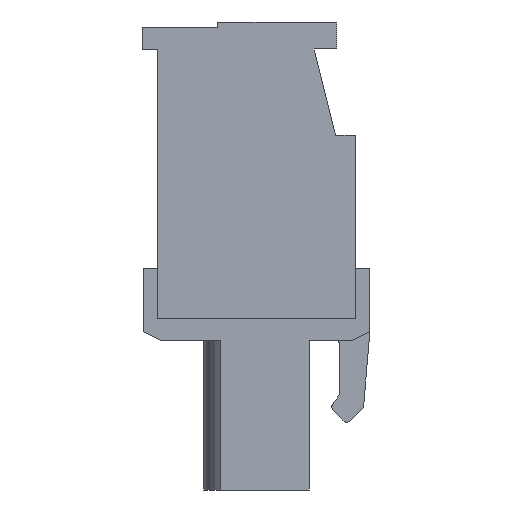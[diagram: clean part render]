
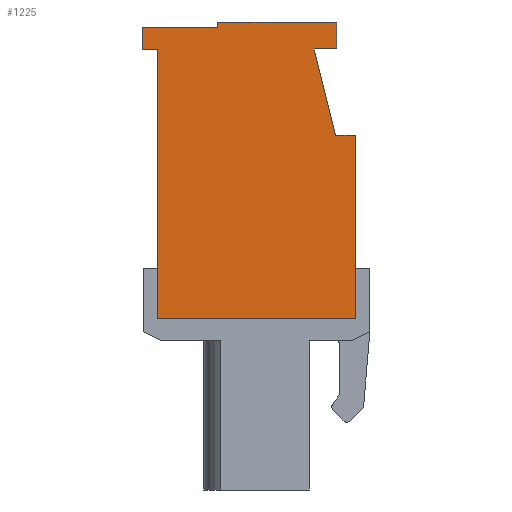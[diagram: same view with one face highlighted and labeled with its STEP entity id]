
A CAD part, left-side view. The second image highlights one B-rep face of the part: STEP entity #1225.
In plain terms, the highlighted planar face has unit normal (-1, 0, 0).
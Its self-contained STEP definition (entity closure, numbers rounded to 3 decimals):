
#1225 = ADVANCED_FACE( '', ( #2779 ), #2780, .T. );
#2779 = FACE_OUTER_BOUND( '', #4783, .T. );
#2780 = PLANE( '', #4784 );
#4783 = EDGE_LOOP( '', ( #7917, #7918, #7919, #7920, #7921, #7922, #7923, #7924, #7925, #7926, #7927, #7928 ) );
#4784 = AXIS2_PLACEMENT_3D( '', #7929, #7930, #7931 );
#7917 = ORIENTED_EDGE( '', *, *, #13319, .T. );
#7918 = ORIENTED_EDGE( '', *, *, #13320, .T. );
#7919 = ORIENTED_EDGE( '', *, *, #13321, .T. );
#7920 = ORIENTED_EDGE( '', *, *, #12354, .T. );
#7921 = ORIENTED_EDGE( '', *, *, #13322, .T. );
#7922 = ORIENTED_EDGE( '', *, *, #13323, .T. );
#7923 = ORIENTED_EDGE( '', *, *, #13324, .T. );
#7924 = ORIENTED_EDGE( '', *, *, #13325, .T. );
#7925 = ORIENTED_EDGE( '', *, *, #13326, .T. );
#7926 = ORIENTED_EDGE( '', *, *, #13327, .T. );
#7927 = ORIENTED_EDGE( '', *, *, #13328, .T. );
#7928 = ORIENTED_EDGE( '', *, *, #13329, .T. );
#7929 = CARTESIAN_POINT( '', ( -12.5, 0., 0. ) );
#7930 = DIRECTION( '', ( -1., 0., 0. ) );
#7931 = DIRECTION( '', ( 0., 0., 1. ) );
#12354 = EDGE_CURVE( '', #14801, #14802, #14803, .T. );
#13319 = EDGE_CURVE( '', #16446, #16447, #16448, .T. );
#13320 = EDGE_CURVE( '', #16447, #16449, #16450, .T. );
#13321 = EDGE_CURVE( '', #16449, #14801, #16451, .T. );
#13322 = EDGE_CURVE( '', #14802, #16452, #16453, .T. );
#13323 = EDGE_CURVE( '', #16452, #16454, #16455, .T. );
#13324 = EDGE_CURVE( '', #16454, #16456, #16457, .T. );
#13325 = EDGE_CURVE( '', #16456, #16458, #16459, .T. );
#13326 = EDGE_CURVE( '', #16458, #16460, #16461, .T. );
#13327 = EDGE_CURVE( '', #16460, #16462, #16463, .T. );
#13328 = EDGE_CURVE( '', #16462, #16464, #16465, .T. );
#13329 = EDGE_CURVE( '', #16464, #16446, #16466, .T. );
#14801 = VERTEX_POINT( '', #18410 );
#14802 = VERTEX_POINT( '', #18411 );
#14803 = LINE( '', #18412, #18413 );
#16446 = VERTEX_POINT( '', #20785 );
#16447 = VERTEX_POINT( '', #20786 );
#16448 = LINE( '', #20787, #20788 );
#16449 = VERTEX_POINT( '', #20789 );
#16450 = LINE( '', #20790, #20791 );
#16451 = LINE( '', #20792, #20793 );
#16452 = VERTEX_POINT( '', #20794 );
#16453 = LINE( '', #20795, #20796 );
#16454 = VERTEX_POINT( '', #20797 );
#16455 = LINE( '', #20798, #20799 );
#16456 = VERTEX_POINT( '', #20800 );
#16457 = LINE( '', #20801, #20802 );
#16458 = VERTEX_POINT( '', #20803 );
#16459 = LINE( '', #20804, #20805 );
#16460 = VERTEX_POINT( '', #20806 );
#16461 = LINE( '', #20807, #20808 );
#16462 = VERTEX_POINT( '', #20809 );
#16463 = LINE( '', #20810, #20811 );
#16464 = VERTEX_POINT( '', #20812 );
#16465 = LINE( '', #20813, #20814 );
#16466 = LINE( '', #20815, #20816 );
#18410 = CARTESIAN_POINT( '', ( -12.5, 2.15, 8.725 ) );
#18411 = CARTESIAN_POINT( '', ( -12.5, 6.35, 8.725 ) );
#18412 = CARTESIAN_POINT( '', ( -12.5, 2.15, 8.725 ) );
#18413 = VECTOR( '', #23526, 1000. );
#20785 = CARTESIAN_POINT( '', ( -12.5, -4.45, 7.525 ) );
#20786 = CARTESIAN_POINT( '', ( -12.5, -4.45, 9.025 ) );
#20787 = CARTESIAN_POINT( '', ( -12.5, -4.45, 7.525 ) );
#20788 = VECTOR( '', #24482, 1000. );
#20789 = CARTESIAN_POINT( '', ( -12.5, 2.15, 9.025 ) );
#20790 = CARTESIAN_POINT( '', ( -12.5, -4.45, 9.025 ) );
#20791 = VECTOR( '', #24483, 1000. );
#20792 = CARTESIAN_POINT( '', ( -12.5, 2.15, 9.025 ) );
#20793 = VECTOR( '', #24484, 1000. );
#20794 = CARTESIAN_POINT( '', ( -12.5, 6.35, 7.475 ) );
#20795 = CARTESIAN_POINT( '', ( -12.5, 6.35, 8.725 ) );
#20796 = VECTOR( '', #24485, 1000. );
#20797 = CARTESIAN_POINT( '', ( -12.5, 5.5, 7.475 ) );
#20798 = CARTESIAN_POINT( '', ( -12.5, 6.35, 7.475 ) );
#20799 = VECTOR( '', #24486, 1000. );
#20800 = CARTESIAN_POINT( '', ( -12.5, 5.5, -7.475 ) );
#20801 = CARTESIAN_POINT( '', ( -12.5, 5.5, 7.475 ) );
#20802 = VECTOR( '', #24487, 1000. );
#20803 = CARTESIAN_POINT( '', ( -12.5, -5.5, -7.475 ) );
#20804 = CARTESIAN_POINT( '', ( -12.5, 5.5, -7.475 ) );
#20805 = VECTOR( '', #24488, 1000. );
#20806 = CARTESIAN_POINT( '', ( -12.5, -5.5, 2.725 ) );
#20807 = CARTESIAN_POINT( '', ( -12.5, -5.5, -7.475 ) );
#20808 = VECTOR( '', #24489, 1000. );
#20809 = CARTESIAN_POINT( '', ( -12.5, -4.4, 2.725 ) );
#20810 = CARTESIAN_POINT( '', ( -12.5, -5.5, 2.725 ) );
#20811 = VECTOR( '', #24490, 1000. );
#20812 = CARTESIAN_POINT( '', ( -12.5, -3.2, 7.525 ) );
#20813 = CARTESIAN_POINT( '', ( -12.5, -4.4, 2.725 ) );
#20814 = VECTOR( '', #24491, 1000. );
#20815 = CARTESIAN_POINT( '', ( -12.5, -3.2, 7.525 ) );
#20816 = VECTOR( '', #24492, 1000. );
#23526 = DIRECTION( '', ( 0., 1., 0. ) );
#24482 = DIRECTION( '', ( 0., 0., 1. ) );
#24483 = DIRECTION( '', ( 0., 1., 0. ) );
#24484 = DIRECTION( '', ( 0., 0., -1. ) );
#24485 = DIRECTION( '', ( 0., 0., -1. ) );
#24486 = DIRECTION( '', ( 0., -1., 0. ) );
#24487 = DIRECTION( '', ( 0., 0., -1. ) );
#24488 = DIRECTION( '', ( 0., -1., 0. ) );
#24489 = DIRECTION( '', ( 0., 0., 1. ) );
#24490 = DIRECTION( '', ( 0., 1., 0. ) );
#24491 = DIRECTION( '', ( 0., 0.243, 0.97 ) );
#24492 = DIRECTION( '', ( 0., -1., 0. ) );
